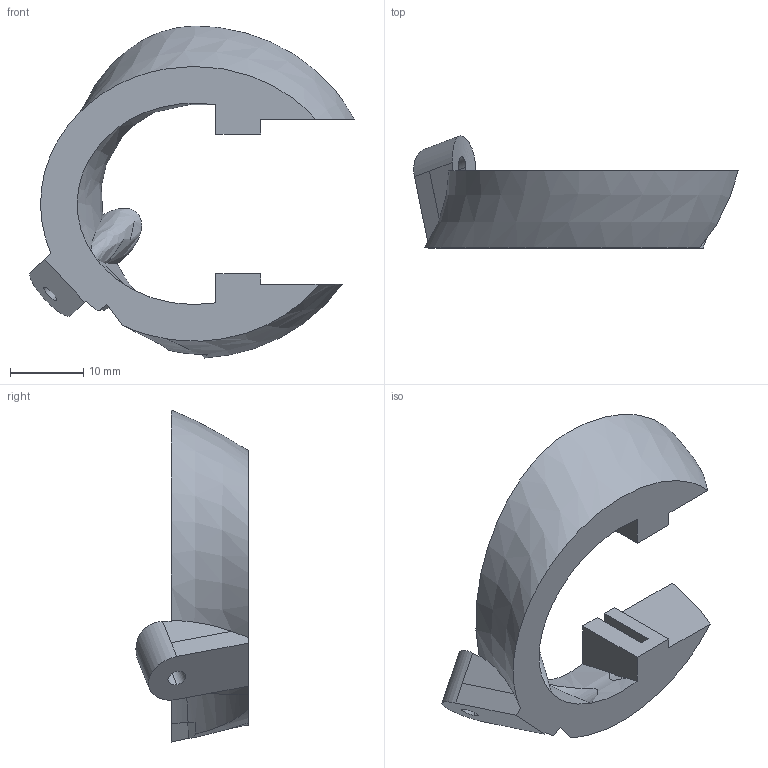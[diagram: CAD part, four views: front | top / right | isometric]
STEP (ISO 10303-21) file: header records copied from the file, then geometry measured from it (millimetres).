
FILE_DESCRIPTION (( 'STEP AP203' ), '1' );
FILE_NAME ('MC - P Main R.STEP', '2017-08-02T03:24:34', ( '' ), ( '' ), 'SwSTEP 2.0', 'SolidWorks 2016', '' );
FILE_SCHEMA (( 'CONFIG_CONTROL_DESIGN' ));
Length unit declared in the file: millimetre
Products named in the file (1): MC - P Main R
Bounding box: 44.29 x 15.31 x 45.31 mm (x, y, z)
Volume: 6056.8 mm3; surface area: 3816.5 mm2
Topology: 1 solids, 1 shells, 50 faces, 141 edges, 94 vertices
Faces by surface type: plane 30, cylinder 11, bspline 9
Entity records: 3350 total; most frequent: CARTESIAN_POINT 2073, ORIENTED_EDGE 282, DIRECTION 198, EDGE_CURVE 141, VERTEX_POINT 94, LINE 80, VECTOR 80, AXIS2_PLACEMENT_3D 59
